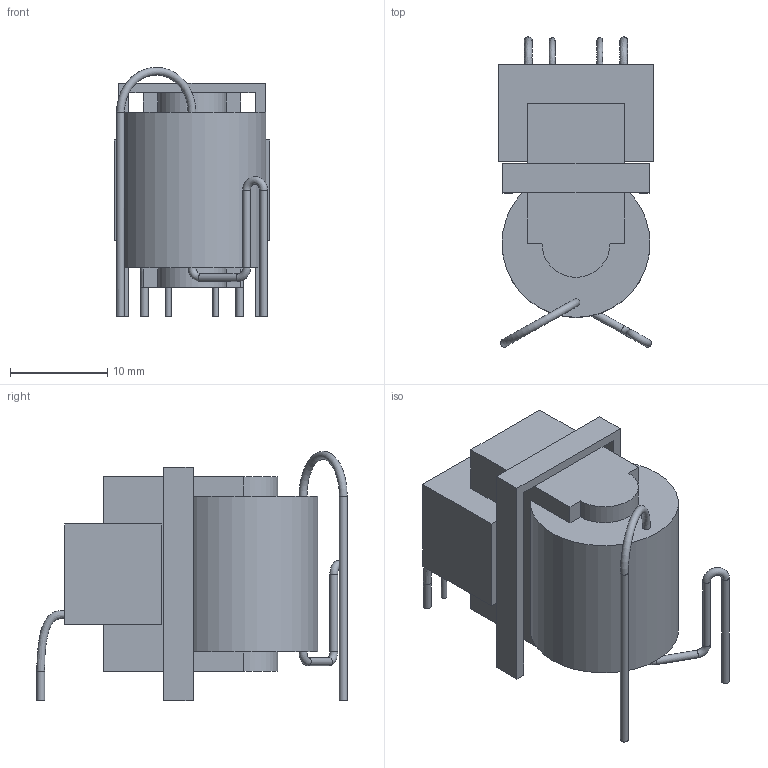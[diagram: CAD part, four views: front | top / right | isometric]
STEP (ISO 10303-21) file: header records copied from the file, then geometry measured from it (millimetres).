
FILE_DESCRIPTION(/* description */ ('STEP AP242','CAx-IF Rec.Pracs.---Representation and Presentation of Product Manufacturing Information (PMI)---4.0---2014-10-13','CAx-IF Rec.Pracs.---3D Tessellated Geometry---0.4---2014-09-14','2;1'),/* implementation_level */ '2;1');
FILE_NAME(/* name */ '67b8e27ceb17ea0020c82e65',/* time_stamp */ '2025-02-21T20:30:53Z',/* author */ (''),/* organization */ (''),/* preprocessor_version */ 'ST-DEVELOPER v20',/* originating_system */ 'ONSHAPE BY PTC INC, 1.194',/* authorisation */ ' ');
FILE_SCHEMA (('AP242_MANAGED_MODEL_BASED_3D_ENGINEERING_MIM_LF { 1 0 10303 442 1 1 4 }'));
Length unit declared in the file: metre
Products named in the file (1): Part 1
Bounding box: 16 x 31.88 x 25.62 mm (x, y, z)
Volume: 6000.9 mm3; surface area: 2843.6 mm2
Topology: 1 solids, 1 shells, 56 faces, 133 edges, 85 vertices
Faces by surface type: plane 37, cylinder 11, bspline 4, torus 4
Full cylindrical faces by diameter (mm): 0.6 x2, 0.8 x6
Entity records: 1876 total; most frequent: CARTESIAN_POINT 537, DIRECTION 248, ORIENTED_EDGE 228, EDGE_CURVE 114, LINE 86, VECTOR 86, VERTEX_POINT 82, AXIS2_PLACEMENT_3D 81
